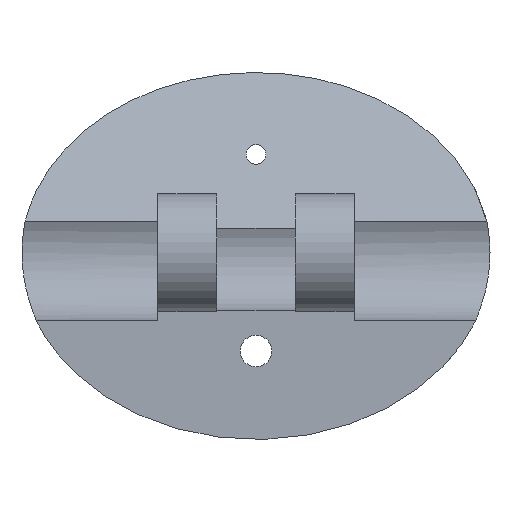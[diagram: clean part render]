
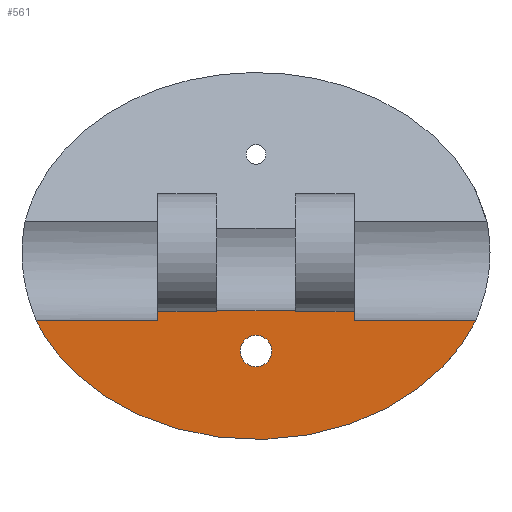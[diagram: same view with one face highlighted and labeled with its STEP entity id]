
A CAD part, front view. The second image highlights one B-rep face of the part: STEP entity #561.
In plain terms, the highlighted planar face has unit normal (0, -1, 0).
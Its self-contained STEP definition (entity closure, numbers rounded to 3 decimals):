
#8 = DIRECTION ( 'NONE',  ( -1., 0., 0. ) ) ;
#14 = ORIENTED_EDGE ( 'NONE', *, *, #176, .F. ) ;
#57 = CIRCLE ( 'NONE', #1370, 0.8 ) ;
#70 = CARTESIAN_POINT ( 'NONE',  ( 2., 0., -2.958 ) ) ;
#98 = CARTESIAN_POINT ( 'NONE',  ( 5., 0., 0. ) ) ;
#102 = ORIENTED_EDGE ( 'NONE', *, *, #261, .F. ) ;
#132 = AXIS2_PLACEMENT_3D ( 'NONE', #734, #153, #1075 ) ;
#136 = FACE_OUTER_BOUND ( 'NONE', #458, .T. ) ;
#146 = EDGE_CURVE ( 'NONE', #1405, #522, #1259, .T. ) ;
#153 = DIRECTION ( 'NONE',  ( 0., 1., 0. ) ) ;
#176 = EDGE_CURVE ( 'NONE', #1470, #1405, #1195, .T. ) ;
#179 = CARTESIAN_POINT ( 'NONE',  ( -11.175, 0., -3.464 ) ) ;
#187 = CARTESIAN_POINT ( 'NONE',  ( -5., 0., -3.464 ) ) ;
#213 = ORIENTED_EDGE ( 'NONE', *, *, #954, .T. ) ;
#236 = VECTOR ( 'NONE', #8, 1000. ) ;
#237 = VERTEX_POINT ( 'NONE', #187 ) ;
#240 = CARTESIAN_POINT ( 'NONE',  ( 11.175, 0., -3.464 ) ) ;
#246 = ORIENTED_EDGE ( 'NONE', *, *, #480, .T. ) ;
#261 = EDGE_CURVE ( 'NONE', #522, #237, #1362, .T. ) ;
#296 = CARTESIAN_POINT ( 'NONE',  ( 15., 0., -3.464 ) ) ;
#307 = EDGE_CURVE ( 'NONE', #1122, #423, #1016, .T. ) ;
#323 = LINE ( 'NONE', #1289, #236 ) ;
#351 = CIRCLE ( 'NONE', #791, 0.8 ) ;
#394 = CARTESIAN_POINT ( 'NONE',  ( -11.175, 0., -3.464 ) ) ;
#397 = CARTESIAN_POINT ( 'NONE',  ( 6.462, 0., -12.991 ) ) ;
#400 = DIRECTION ( 'NONE',  ( 0., 0., 1. ) ) ;
#409 = DIRECTION ( 'NONE',  ( 0., 1., 0. ) ) ;
#423 = VERTEX_POINT ( 'NONE', #1126 ) ;
#436 = CARTESIAN_POINT ( 'NONE',  ( -15., 0., -3.464 ) ) ;
#458 = EDGE_LOOP ( 'NONE', ( #102, #1051, #14, #501, #1261, #213, #246, #616 ) ) ;
#480 = EDGE_CURVE ( 'NONE', #622, #782, #323, .T. ) ;
#491 = CARTESIAN_POINT ( 'NONE',  ( 0., 0., -5. ) ) ;
#501 = ORIENTED_EDGE ( 'NONE', *, *, #1248, .F. ) ;
#508 = CARTESIAN_POINT ( 'NONE',  ( 11.175, 0., -3.464 ) ) ;
#512 = EDGE_CURVE ( 'NONE', #237, #782, #1186, .T. ) ;
#521 = CARTESIAN_POINT ( 'NONE',  ( 0., 0., -4.2 ) ) ;
#522 = VERTEX_POINT ( 'NONE', #394 ) ;
#561 = ADVANCED_FACE ( 'NONE', ( #629, #136 ), #615, .F. ) ;
#571 = CARTESIAN_POINT ( 'NONE',  ( -5., 0., -2.958 ) ) ;
#577 = EDGE_CURVE ( 'NONE', #1105, #685, #57, .T. ) ;
#614 = LINE ( 'NONE', #1074, #1322 ) ;
#615 = PLANE ( 'NONE',  #132 ) ;
#616 = ORIENTED_EDGE ( 'NONE', *, *, #512, .F. ) ;
#622 = VERTEX_POINT ( 'NONE', #1214 ) ;
#629 = FACE_BOUND ( 'NONE', #1239, .T. ) ;
#634 = CARTESIAN_POINT ( 'NONE',  ( 0., 0., -5. ) ) ;
#685 = VERTEX_POINT ( 'NONE', #521 ) ;
#734 = CARTESIAN_POINT ( 'NONE',  ( 0., 0., 0. ) ) ;
#737 = DIRECTION ( 'NONE',  ( 1., 0., 0. ) ) ;
#769 = CARTESIAN_POINT ( 'NONE',  ( 5., 0., -2.958 ) ) ;
#775 = DIRECTION ( 'NONE',  ( 1., 0., 0. ) ) ;
#782 = VERTEX_POINT ( 'NONE', #571 ) ;
#791 = AXIS2_PLACEMENT_3D ( 'NONE', #634, #409, #972 ) ;
#808 = ORIENTED_EDGE ( 'NONE', *, *, #577, .T. ) ;
#847 = CARTESIAN_POINT ( 'NONE',  ( -6.462, 0., -12.991 ) ) ;
#855 = CARTESIAN_POINT ( 'NONE',  ( 5., 0., -3.464 ) ) ;
#879 = VECTOR ( 'NONE', #737, 1000. ) ;
#914 = DIRECTION ( 'NONE',  ( 0., 0., -1. ) ) ;
#949 = DIRECTION ( 'NONE',  ( 0., 0., 1. ) ) ;
#953 = DIRECTION ( 'NONE',  ( 1., 0., 0. ) ) ;
#954 = EDGE_CURVE ( 'NONE', #1122, #622, #614, .T. ) ;
#956 = DIRECTION ( 'NONE',  ( -1., 0., 0. ) ) ;
#965 = CARTESIAN_POINT ( 'NONE',  ( -5., 0., 0. ) ) ;
#972 = DIRECTION ( 'NONE',  ( 0., 0., 1. ) ) ;
#1016 = LINE ( 'NONE', #769, #1165 ) ;
#1051 = ORIENTED_EDGE ( 'NONE', *, *, #146, .F. ) ;
#1074 = CARTESIAN_POINT ( 'NONE',  ( -2., 0., -2.958 ) ) ;
#1075 = DIRECTION ( 'NONE',  ( 0., 0., 1. ) ) ;
#1077 = EDGE_CURVE ( 'NONE', #685, #1105, #351, .T. ) ;
#1094 = CARTESIAN_POINT ( 'NONE',  ( 0., 0., -5.8 ) ) ;
#1105 = VERTEX_POINT ( 'NONE', #1094 ) ;
#1115 = ORIENTED_EDGE ( 'NONE', *, *, #1077, .T. ) ;
#1122 = VERTEX_POINT ( 'NONE', #70 ) ;
#1126 = CARTESIAN_POINT ( 'NONE',  ( 5., 0., -2.958 ) ) ;
#1144 = VECTOR ( 'NONE', #775, 1000. ) ;
#1165 = VECTOR ( 'NONE', #953, 1000. ) ;
#1186 = LINE ( 'NONE', #965, #1275 ) ;
#1195 = LINE ( 'NONE', #296, #879 ) ;
#1214 = CARTESIAN_POINT ( 'NONE',  ( -2., 0., -2.958 ) ) ;
#1239 = EDGE_LOOP ( 'NONE', ( #808, #1115 ) ) ;
#1248 = EDGE_CURVE ( 'NONE', #423, #1470, #1256, .T. ) ;
#1256 = LINE ( 'NONE', #98, #1280 ) ;
#1259 =( BOUNDED_CURVE ( )  B_SPLINE_CURVE ( 3, ( #508, #397, #847, #179 ),
 .UNSPECIFIED., .F., .F. ) 
 B_SPLINE_CURVE_WITH_KNOTS ( ( 4, 4 ),
 ( 0.373, 2.768 ),
 .UNSPECIFIED. ) 
 CURVE ( )  GEOMETRIC_REPRESENTATION_ITEM ( )  RATIONAL_B_SPLINE_CURVE ( ( 1., 0.576, 0.576, 1. ) ) 
 REPRESENTATION_ITEM ( '' )  );
#1261 = ORIENTED_EDGE ( 'NONE', *, *, #307, .F. ) ;
#1275 = VECTOR ( 'NONE', #400, 1000. ) ;
#1280 = VECTOR ( 'NONE', #914, 1000. ) ;
#1289 = CARTESIAN_POINT ( 'NONE',  ( -5., 0., -2.958 ) ) ;
#1322 = VECTOR ( 'NONE', #956, 1000. ) ;
#1362 = LINE ( 'NONE', #436, #1144 ) ;
#1370 = AXIS2_PLACEMENT_3D ( 'NONE', #491, #1397, #949 ) ;
#1397 = DIRECTION ( 'NONE',  ( 0., 1., 0. ) ) ;
#1405 = VERTEX_POINT ( 'NONE', #240 ) ;
#1470 = VERTEX_POINT ( 'NONE', #855 ) ;
